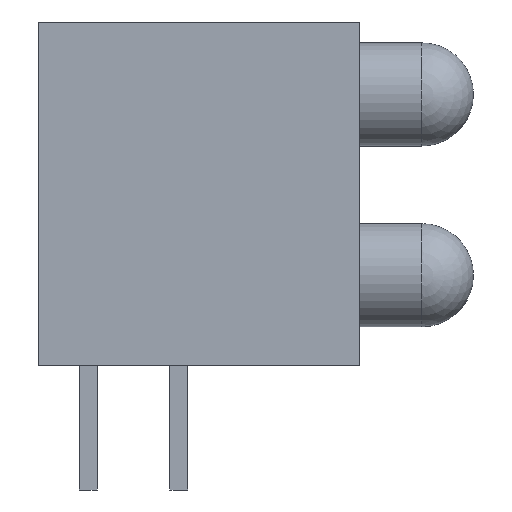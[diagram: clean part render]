
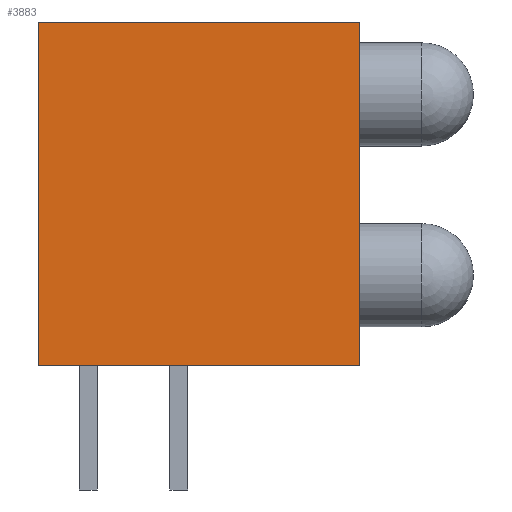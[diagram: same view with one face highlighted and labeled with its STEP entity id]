
A CAD part, left-side view. The second image highlights one B-rep face of the part: STEP entity #3883.
In plain terms, the highlighted planar face has unit normal (-1, 0, 0).
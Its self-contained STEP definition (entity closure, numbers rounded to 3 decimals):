
#3307 = VERTEX_POINT('',#3308);
#3308 = CARTESIAN_POINT('',(-3.43,-7.62,9.65));
#3314 = EDGE_CURVE('',#3307,#3315,#3317,.T.);
#3315 = VERTEX_POINT('',#3316);
#3316 = CARTESIAN_POINT('',(-3.43,-7.62,0.));
#3317 = LINE('',#3318,#3319);
#3318 = CARTESIAN_POINT('',(-3.43,-7.62,4.808));
#3319 = VECTOR('',#3320,1.);
#3320 = DIRECTION('',(0.,0.,-1.));
#3770 = VERTEX_POINT('',#3771);
#3771 = CARTESIAN_POINT('',(-3.43,1.4,9.65));
#3777 = EDGE_CURVE('',#3307,#3770,#3778,.T.);
#3778 = LINE('',#3779,#3780);
#3779 = CARTESIAN_POINT('',(-3.43,8.118,9.65));
#3780 = VECTOR('',#3781,1.);
#3781 = DIRECTION('',(0.,1.,0.));
#3826 = VERTEX_POINT('',#3827);
#3827 = CARTESIAN_POINT('',(-3.43,1.4,0.));
#3833 = EDGE_CURVE('',#3770,#3826,#3834,.T.);
#3834 = LINE('',#3835,#3836);
#3835 = CARTESIAN_POINT('',(-3.43,1.4,4.808));
#3836 = VECTOR('',#3837,1.);
#3837 = DIRECTION('',(0.,0.,-1.));
#3873 = EDGE_CURVE('',#3315,#3826,#3874,.T.);
#3874 = LINE('',#3875,#3876);
#3875 = CARTESIAN_POINT('',(-3.43,8.118,0.));
#3876 = VECTOR('',#3877,1.);
#3877 = DIRECTION('',(0.,1.,0.));
#3883 = ADVANCED_FACE('',(#3884),#3890,.F.);
#3884 = FACE_BOUND('',#3885,.T.);
#3885 = EDGE_LOOP('',(#3886,#3887,#3888,#3889));
#3886 = ORIENTED_EDGE('',*,*,#3833,.T.);
#3887 = ORIENTED_EDGE('',*,*,#3873,.F.);
#3888 = ORIENTED_EDGE('',*,*,#3314,.F.);
#3889 = ORIENTED_EDGE('',*,*,#3777,.T.);
#3890 = PLANE('',#3891);
#3891 = AXIS2_PLACEMENT_3D('',#3892,#3893,#3894);
#3892 = CARTESIAN_POINT('',(-3.43,8.118,4.808));
#3893 = DIRECTION('',(1.,0.,0.));
#3894 = DIRECTION('',(0.,1.,0.));
